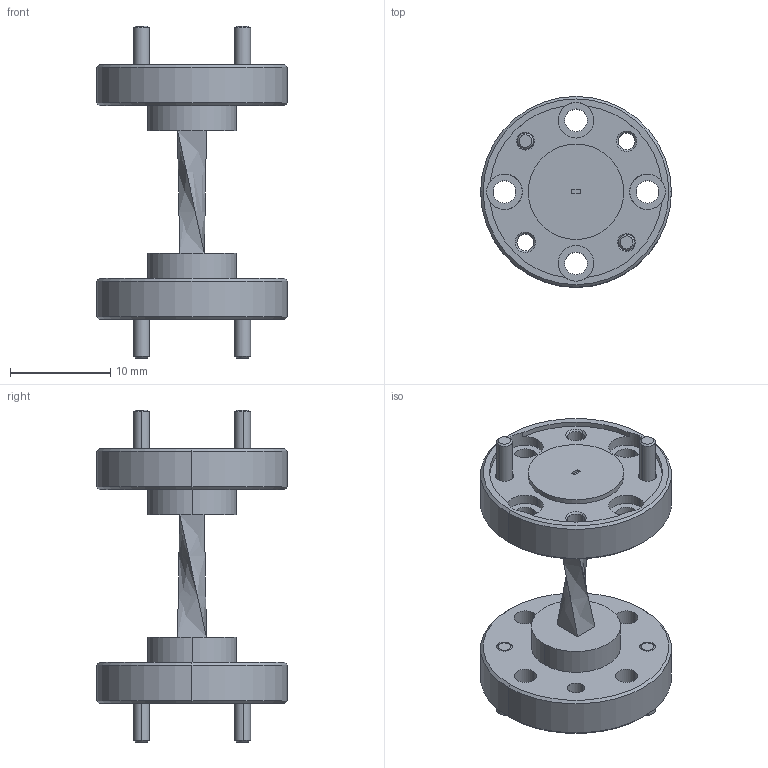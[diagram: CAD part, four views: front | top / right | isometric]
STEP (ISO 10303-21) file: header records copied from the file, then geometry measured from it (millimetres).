
FILE_DESCRIPTION (( 'STEP AP203' ), '1' );
FILE_NAME ('SWB-03090-TB-1.0.STEP', '2022-06-13T23:12:04', ( '' ), ( '' ), 'SwSTEP 2.0', 'SolidWorks 2021', '' );
FILE_SCHEMA (( 'CONFIG_CONTROL_DESIGN' ));
Length unit declared in the file: inch
Products named in the file (3): WB-T03-A-L, DF_SWB-03090-TB-1.0; PHW-DPXXXX-Y_PHW-DP0631-W; SWB-03090-TB-1.0
Assembly tree (5 placements, depth 2):
  SWB-03090-TB-1.0
    WB-T03-A-L, DF_SWB-03090-TB-1.0
    PHW-DPXXXX-Y_PHW-DP0631-W  x4
Bounding box: 19.05 x 19.05 x 33.15 mm (x, y, z)
Volume: 2354.8 mm3; surface area: 2362.6 mm2
Topology: 5 solids, 5 shells, 156 faces, 368 edges, 232 vertices
Faces by surface type: cylinder 76, cone 40, plane 36, bspline 4
Entity records: 4473 total; most frequent: DIRECTION 782, CARTESIAN_POINT 718, ORIENTED_EDGE 652, EDGE_CURVE 326, AXIS2_PLACEMENT_3D 320, VERTEX_POINT 208, CIRCLE 184, EDGE_LOOP 174
